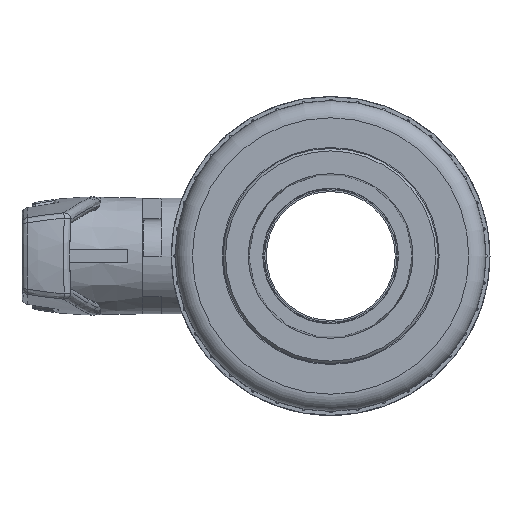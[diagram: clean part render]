
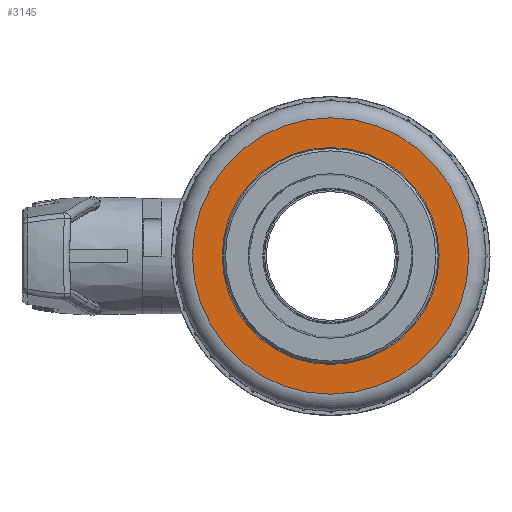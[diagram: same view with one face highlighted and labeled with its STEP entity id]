
A CAD part, left-side view. The second image highlights one B-rep face of the part: STEP entity #3145.
In plain terms, the highlighted planar face has unit normal (-1, 0, 0).
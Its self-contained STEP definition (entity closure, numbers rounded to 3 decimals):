
#3145=ADVANCED_FACE('',(#4237,#4238),#3874,.F.);
#3874=PLANE('',#13242);
#4237=FACE_BOUND('',#4610,.T.);
#4238=FACE_BOUND('',#4611,.T.);
#4610=EDGE_LOOP('',(#5943));
#4611=EDGE_LOOP('',(#5944));
#5943=ORIENTED_EDGE('',*,*,#10774,.T.);
#5944=ORIENTED_EDGE('',*,*,#10775,.T.);
#9439=VERTEX_POINT('',#20406);
#9440=VERTEX_POINT('',#20408);
#10774=EDGE_CURVE('',#9439,#9439,#12436,.T.);
#10775=EDGE_CURVE('',#9440,#9440,#12437,.T.);
#12436=CIRCLE('',#13240,40.75);
#12437=CIRCLE('',#13241,32.);
#13240=AXIS2_PLACEMENT_3D('',#20405,#15069,#15070);
#13241=AXIS2_PLACEMENT_3D('',#20407,#15071,#15072);
#13242=AXIS2_PLACEMENT_3D('',#20409,#15073,#15074);
#15069=DIRECTION('',(-1.,0.,0.));
#15070=DIRECTION('',(0.,1.,0.));
#15071=DIRECTION('',(1.,0.,0.));
#15072=DIRECTION('',(0.,0.,-1.));
#15073=DIRECTION('',(1.,0.,0.));
#15074=DIRECTION('',(0.,-1.,0.));
#20405=CARTESIAN_POINT('',(-316.,-1.25,0.));
#20406=CARTESIAN_POINT('',(-316.,39.5,0.));
#20407=CARTESIAN_POINT('',(-316.,-1.25,0.));
#20408=CARTESIAN_POINT('',(-316.,-1.25,-32.));
#20409=CARTESIAN_POINT('',(-316.,44.5,0.));
